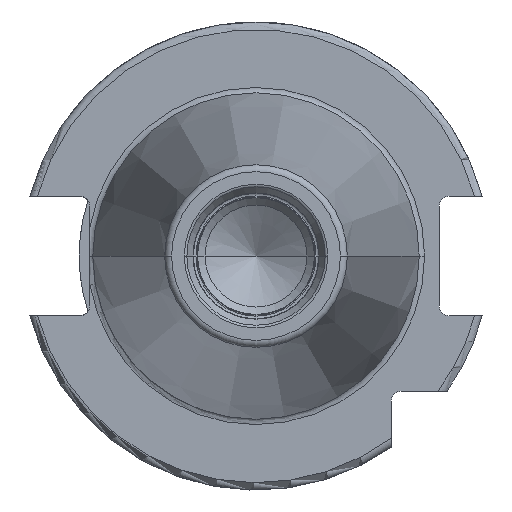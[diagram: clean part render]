
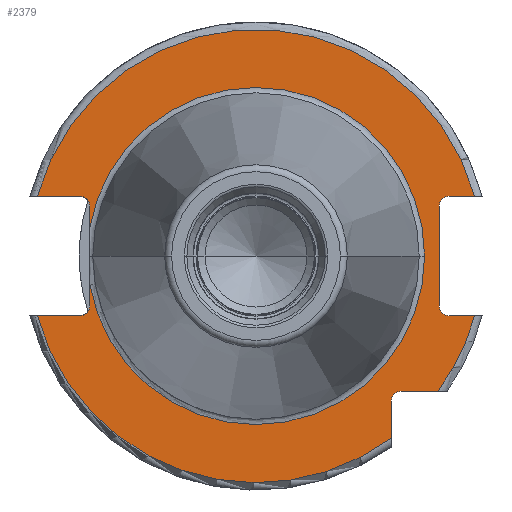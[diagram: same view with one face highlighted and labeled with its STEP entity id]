
A CAD part, left-side view. The second image highlights one B-rep face of the part: STEP entity #2379.
In plain terms, the highlighted planar face has unit normal (-1, 0, 0).
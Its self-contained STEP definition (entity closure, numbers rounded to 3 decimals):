
#105=CARTESIAN_POINT('',(3.2,22.55,-3.842));
#117=CARTESIAN_POINT('',(3.2,0.,0.));
#118=DIRECTION('',(-1.,0.,0.));
#119=DIRECTION('',(0.,0.986,-0.168));
#120=AXIS2_PLACEMENT_3D('',#117,#118,#119);
#154=CARTESIAN_POINT('',(3.2,23.9,-6.75));
#155=DIRECTION('',(1.,0.,0.));
#156=DIRECTION('',(0.,-1.,0.));
#157=AXIS2_PLACEMENT_3D('',#154,#155,#156);
#378=CARTESIAN_POINT('',(3.2,23.9,6.75));
#379=DIRECTION('',(1.,0.,0.));
#380=DIRECTION('',(0.,0.,1.));
#381=AXIS2_PLACEMENT_3D('',#378,#379,#380);
#423=CARTESIAN_POINT('',(3.2,-26.2,6.75));
#424=DIRECTION('',(1.,0.,0.));
#425=DIRECTION('',(0.,1.,0.));
#426=AXIS2_PLACEMENT_3D('',#423,#424,#425);
#441=CARTESIAN_POINT('',(3.2,-26.2,-6.75));
#442=DIRECTION('',(1.,0.,0.));
#443=DIRECTION('',(0.,0.,-1.));
#444=AXIS2_PLACEMENT_3D('',#441,#442,#443);
#508=DIRECTION('',(0.,0.,-1.));
#509=VECTOR('',#508,2.908);
#510=CARTESIAN_POINT('',(3.2,22.55,6.75));
#511=LINE('',#510,#509);
#512=DIRECTION('',(0.,-1.,0.));
#513=VECTOR('',#512,5.777);
#514=CARTESIAN_POINT('',(3.2,29.677,8.1));
#515=LINE('',#514,#513);
#516=CARTESIAN_POINT('',(3.2,0.,0.));
#517=DIRECTION('',(1.,0.,0.));
#518=DIRECTION('',(0.,0.965,0.263));
#519=AXIS2_PLACEMENT_3D('',#516,#517,#518);
#521=DIRECTION('',(0.,1.,0.));
#522=VECTOR('',#521,3.477);
#523=CARTESIAN_POINT('',(3.2,-29.677,8.1));
#524=LINE('',#523,#522);
#525=DIRECTION('',(0.,0.,1.));
#526=VECTOR('',#525,13.5);
#527=CARTESIAN_POINT('',(3.2,-24.85,-6.75));
#528=LINE('',#527,#526);
#529=DIRECTION('',(0.,1.,0.));
#530=VECTOR('',#529,3.477);
#531=CARTESIAN_POINT('',(3.2,-29.677,-8.1));
#532=LINE('',#531,#530);
#533=CARTESIAN_POINT('',(3.2,0.,0.));
#534=DIRECTION('',(-1.,0.,0.));
#535=DIRECTION('',(0.,-0.803,-0.597));
#536=AXIS2_PLACEMENT_3D('',#533,#534,#535);
#538=DIRECTION('',(0.,-1.,0.));
#539=VECTOR('',#538,4.99);
#540=CARTESIAN_POINT('',(3.2,-19.7,-18.35));
#541=LINE('',#540,#539);
#542=DIRECTION('',(0.,0.,1.));
#543=VECTOR('',#542,4.99);
#544=CARTESIAN_POINT('',(3.2,-18.35,-24.69));
#545=LINE('',#544,#543);
#546=CARTESIAN_POINT('',(3.2,0.,0.));
#547=DIRECTION('',(-1.,0.,0.));
#548=DIRECTION('',(0.,0.965,-0.263));
#549=AXIS2_PLACEMENT_3D('',#546,#547,#548);
#551=DIRECTION('',(0.,-1.,0.));
#552=VECTOR('',#551,5.777);
#553=CARTESIAN_POINT('',(3.2,29.677,-8.1));
#554=LINE('',#553,#552);
#555=DIRECTION('',(0.,0.,-1.));
#556=VECTOR('',#555,2.908);
#557=CARTESIAN_POINT('',(3.2,22.55,-3.842));
#558=LINE('',#557,#556);
#568=CARTESIAN_POINT('',(3.2,29.677,8.1));
#575=CARTESIAN_POINT('',(3.2,-29.677,8.1));
#995=CARTESIAN_POINT('',(3.2,29.677,-8.1));
#1031=CARTESIAN_POINT('',(3.2,-29.677,-8.1));
#1058=CARTESIAN_POINT('',(3.2,-19.7,-19.7));
#1059=DIRECTION('',(1.,0.,0.));
#1060=DIRECTION('',(0.,1.,0.));
#1061=AXIS2_PLACEMENT_3D('',#1058,#1059,#1060);
#1129=CARTESIAN_POINT('',(3.2,22.55,3.842));
#1140=CARTESIAN_POINT('',(3.2,0.,0.));
#1141=DIRECTION('',(1.,0.,0.));
#1142=DIRECTION('',(0.,0.986,0.168));
#1143=AXIS2_PLACEMENT_3D('',#1140,#1141,#1142);
#1363=CARTESIAN_POINT('',(3.2,-22.875,0.));
#1365=VERTEX_POINT('',#1363);
#1505=VERTEX_POINT('',#1129);
#1507=VERTEX_POINT('',#105);
#1510=VERTEX_POINT('',#568);
#1511=VERTEX_POINT('',#575);
#1514=VERTEX_POINT('',#995);
#1515=VERTEX_POINT('',#1031);
#1530=CARTESIAN_POINT('',(3.2,-18.35,-24.69));
#1531=VERTEX_POINT('',#1530);
#1533=CARTESIAN_POINT('',(3.2,23.9,-8.1));
#1535=VERTEX_POINT('',#1533);
#1537=CARTESIAN_POINT('',(3.2,23.9,8.1));
#1539=VERTEX_POINT('',#1537);
#1541=CARTESIAN_POINT('',(3.2,-24.85,-6.75));
#1543=VERTEX_POINT('',#1541);
#1545=CARTESIAN_POINT('',(3.2,-26.2,-8.1));
#1547=VERTEX_POINT('',#1545);
#1549=CARTESIAN_POINT('',(3.2,-26.2,8.1));
#1551=VERTEX_POINT('',#1549);
#1553=CARTESIAN_POINT('',(3.2,-24.85,6.75));
#1555=VERTEX_POINT('',#1553);
#1562=CARTESIAN_POINT('',(3.2,22.55,6.75));
#1563=VERTEX_POINT('',#1562);
#1564=CARTESIAN_POINT('',(3.2,22.55,-6.75));
#1565=VERTEX_POINT('',#1564);
#1566=CARTESIAN_POINT('',(3.2,-19.7,-18.35));
#1567=CARTESIAN_POINT('',(3.2,-24.69,-18.35));
#1568=VERTEX_POINT('',#1566);
#1569=VERTEX_POINT('',#1567);
#1570=CARTESIAN_POINT('',(3.2,-18.35,-19.7));
#1571=VERTEX_POINT('',#1570);
#2346=CARTESIAN_POINT('',(3.2,0.,0.));
#2347=DIRECTION('',(1.,0.,0.));
#2348=DIRECTION('',(0.,-1.,0.));
#2349=AXIS2_PLACEMENT_3D('',#2346,#2347,#2348);
#2350=PLANE('',#2349);
#2351=ORIENTED_EDGE('',*,*,#1789,.F.);
#2352=ORIENTED_EDGE('',*,*,#2118,.F.);
#2353=ORIENTED_EDGE('',*,*,#2153,.F.);
#2355=ORIENTED_EDGE('',*,*,#2354,.T.);
#2356=ORIENTED_EDGE('',*,*,#2179,.T.);
#2357=ORIENTED_EDGE('',*,*,#2215,.F.);
#2358=ORIENTED_EDGE('',*,*,#2230,.F.);
#2359=ORIENTED_EDGE('',*,*,#2245,.F.);
#2360=ORIENTED_EDGE('',*,*,#2279,.F.);
#2362=ORIENTED_EDGE('',*,*,#2361,.F.);
#2364=ORIENTED_EDGE('',*,*,#2363,.F.);
#2366=ORIENTED_EDGE('',*,*,#2365,.F.);
#2368=ORIENTED_EDGE('',*,*,#2367,.F.);
#2370=ORIENTED_EDGE('',*,*,#2369,.F.);
#2371=ORIENTED_EDGE('',*,*,#2319,.T.);
#2372=ORIENTED_EDGE('',*,*,#1831,.F.);
#2373=ORIENTED_EDGE('',*,*,#1794,.F.);
#2374=ORIENTED_EDGE('',*,*,#1775,.T.);
#2376=ORIENTED_EDGE('',*,*,#2375,.F.);
#2377=EDGE_LOOP('',(#2351,#2352,#2353,#2355,#2356,#2357,#2358,#2359,#2360,#2362,
#2364,#2366,#2368,#2370,#2371,#2372,#2373,#2374,#2376));
#2378=FACE_OUTER_BOUND('',#2377,.F.);
#2379=ADVANCED_FACE('',(#2378),#2350,.F.);
#121=CIRCLE('',#120,22.875);
#158=CIRCLE('',#157,1.35);
#382=CIRCLE('',#381,1.35);
#427=CIRCLE('',#426,1.35);
#445=CIRCLE('',#444,1.35);
#520=CIRCLE('',#519,30.763);
#537=CIRCLE('',#536,30.763);
#550=CIRCLE('',#549,30.763);
#1062=CIRCLE('',#1061,1.35);
#1144=CIRCLE('',#1143,22.875);
#1775=EDGE_CURVE('',#1507,#1365,#121,.T.);
#1789=EDGE_CURVE('',#1563,#1505,#511,.T.);
#1794=EDGE_CURVE('',#1507,#1565,#558,.T.);
#1831=EDGE_CURVE('',#1565,#1535,#158,.T.);
#2118=EDGE_CURVE('',#1539,#1563,#382,.T.);
#2153=EDGE_CURVE('',#1510,#1539,#515,.T.);
#2179=EDGE_CURVE('',#1511,#1551,#524,.T.);
#2215=EDGE_CURVE('',#1555,#1551,#427,.T.);
#2230=EDGE_CURVE('',#1543,#1555,#528,.T.);
#2245=EDGE_CURVE('',#1547,#1543,#445,.T.);
#2279=EDGE_CURVE('',#1515,#1547,#532,.T.);
#2319=EDGE_CURVE('',#1514,#1535,#554,.T.);
#2354=EDGE_CURVE('',#1510,#1511,#520,.T.);
#2361=EDGE_CURVE('',#1569,#1515,#537,.T.);
#2363=EDGE_CURVE('',#1568,#1569,#541,.T.);
#2365=EDGE_CURVE('',#1571,#1568,#1062,.T.);
#2367=EDGE_CURVE('',#1531,#1571,#545,.T.);
#2369=EDGE_CURVE('',#1514,#1531,#550,.T.);
#2375=EDGE_CURVE('',#1505,#1365,#1144,.T.);
